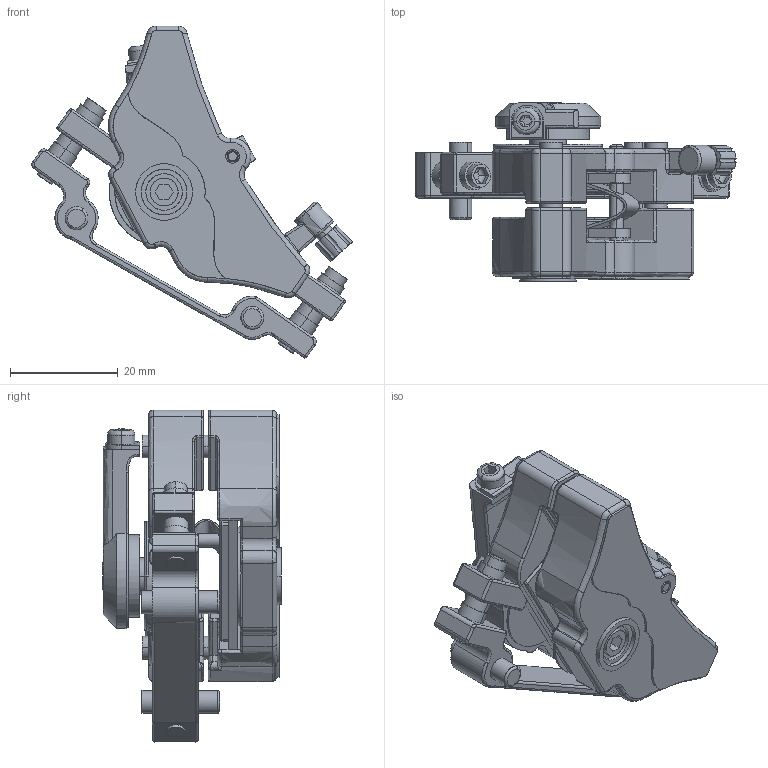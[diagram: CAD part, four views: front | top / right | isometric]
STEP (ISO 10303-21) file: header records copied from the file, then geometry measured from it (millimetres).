
FILE_DESCRIPTION(('FreeCAD Model'),'2;1');
FILE_NAME('Open CASCADE Shape Model','2025-04-17T10:12:45',('FreeCAD'),( 'FreeCAD'),'Open CASCADE STEP processor 7.6','FreeCAD','Unknown');
FILE_SCHEMA(('AUTOMOTIVE_DESIGN { 1 0 10303 214 1 1 1 1 }'));
Products named in the file (1): Open CASCADE STEP translator 7.6 1
Bounding box: 59.54 x 33.18 x 61.7 mm (x, y, z)
Surface area: 12759 mm2 (no closed solid volume)
Topology: 0 solids, 760 shells, 760 faces, 3592 edges, 3592 vertices
Faces by surface type: bspline 760
Entity records: 41122 total; most frequent: CARTESIAN_POINT 23957, ORIENTED_EDGE 3592, EDGE_CURVE 3592, VERTEX_POINT 3592, B_SPLINE_CURVE_WITH_KNOTS 2198, FACE_BOUND 824, EDGE_LOOP 824, SHELL_BASED_SURFACE_MODEL 760
